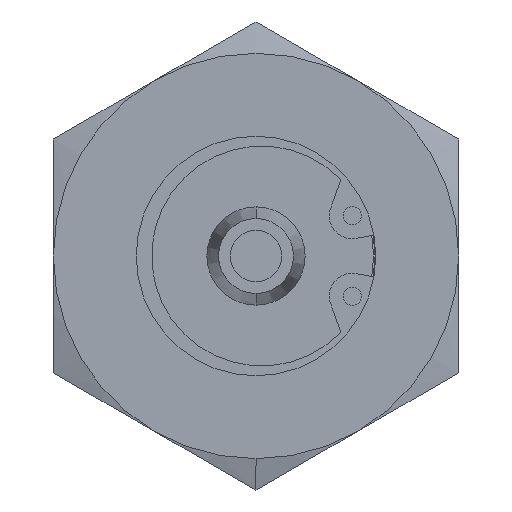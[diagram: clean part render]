
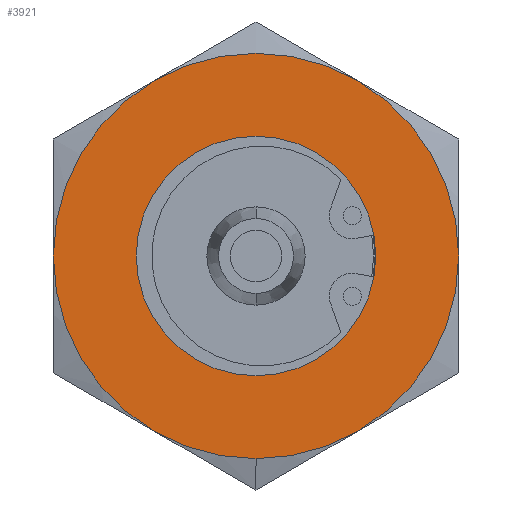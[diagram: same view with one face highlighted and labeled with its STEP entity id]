
A CAD part, left-side view. The second image highlights one B-rep face of the part: STEP entity #3921.
In plain terms, the highlighted planar face has unit normal (-1, 0, 0).
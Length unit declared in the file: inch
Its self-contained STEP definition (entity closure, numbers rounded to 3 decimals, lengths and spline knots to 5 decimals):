
#202 = CARTESIAN_POINT ( 'NONE',  ( -0.226, 0.6875, 0. ) ) ;
#216 = CARTESIAN_POINT ( 'NONE',  ( -0.226, 0., 0. ) ) ;
#355 = EDGE_CURVE ( 'NONE', #4232, #6046, #5478, .T. ) ;
#414 = AXIS2_PLACEMENT_3D ( 'NONE', #5572, #5540, #1152 ) ;
#489 = AXIS2_PLACEMENT_3D ( 'NONE', #216, #3797, #1756 ) ;
#714 = CIRCLE ( 'NONE', #2052, 0.6875 ) ;
#790 = AXIS2_PLACEMENT_3D ( 'NONE', #5669, #3249, #4644 ) ;
#819 = DIRECTION ( 'NONE',  ( 0., 0., 1. ) ) ;
#936 = DIRECTION ( 'NONE',  ( -1., 0., 0. ) ) ;
#966 = FACE_BOUND ( 'NONE', #2587, .T. ) ;
#995 = DIRECTION ( 'NONE',  ( 0., 0., -1. ) ) ;
#1152 = DIRECTION ( 'NONE',  ( 0., 0., 1. ) ) ;
#1214 = CARTESIAN_POINT ( 'NONE',  ( -0.226, 0., 0. ) ) ;
#1238 = CARTESIAN_POINT ( 'NONE',  ( -0.226, 0.34375, 0.59539 ) ) ;
#1500 = CIRCLE ( 'NONE', #5633, 0.6875 ) ;
#1647 = DIRECTION ( 'NONE',  ( 0., 0., 1. ) ) ;
#1681 = VERTEX_POINT ( 'NONE', #3446 ) ;
#1706 = AXIS2_PLACEMENT_3D ( 'NONE', #3724, #4637, #819 ) ;
#1756 = DIRECTION ( 'NONE',  ( 0., 0., 1. ) ) ;
#1865 = DIRECTION ( 'NONE',  ( 0., 0., 1. ) ) ;
#2052 = AXIS2_PLACEMENT_3D ( 'NONE', #5296, #2873, #2838 ) ;
#2074 = AXIS2_PLACEMENT_3D ( 'NONE', #1214, #936, #1865 ) ;
#2126 = ORIENTED_EDGE ( 'NONE', *, *, #4036, .T. ) ;
#2188 = CARTESIAN_POINT ( 'NONE',  ( -0.226, 0., -0.40625 ) ) ;
#2231 = EDGE_CURVE ( 'NONE', #4296, #5137, #5487, .T. ) ;
#2285 = EDGE_CURVE ( 'NONE', #4665, #2938, #5375, .T. ) ;
#2292 = CARTESIAN_POINT ( 'NONE',  ( -0.226, -0.34375, -0.59539 ) ) ;
#2399 = ORIENTED_EDGE ( 'NONE', *, *, #2231, .T. ) ;
#2587 = EDGE_LOOP ( 'NONE', ( #4107, #6121 ) ) ;
#2590 = AXIS2_PLACEMENT_3D ( 'NONE', #4040, #5136, #1647 ) ;
#2665 = CARTESIAN_POINT ( 'NONE',  ( -0.226, 0., -0.6875 ) ) ;
#2743 = CIRCLE ( 'NONE', #1706, 0.6875 ) ;
#2838 = DIRECTION ( 'NONE',  ( 0., 0., 1. ) ) ;
#2873 = DIRECTION ( 'NONE',  ( -1., 0., 0. ) ) ;
#2938 = VERTEX_POINT ( 'NONE', #3284 ) ;
#3099 = CARTESIAN_POINT ( 'NONE',  ( -0.226, 0., 0. ) ) ;
#3247 = EDGE_CURVE ( 'NONE', #5137, #4665, #4859, .T. ) ;
#3249 = DIRECTION ( 'NONE',  ( -1., 0., 0. ) ) ;
#3284 = CARTESIAN_POINT ( 'NONE',  ( -0.226, -0.34375, 0.59539 ) ) ;
#3406 = EDGE_CURVE ( 'NONE', #2938, #4232, #2743, .T. ) ;
#3424 = ORIENTED_EDGE ( 'NONE', *, *, #3406, .T. ) ;
#3446 = CARTESIAN_POINT ( 'NONE',  ( -0.226, 0.34375, -0.59539 ) ) ;
#3477 = CARTESIAN_POINT ( 'NONE',  ( -0.226, 0., 0. ) ) ;
#3527 = AXIS2_PLACEMENT_3D ( 'NONE', #3099, #5168, #5617 ) ;
#3576 = DIRECTION ( 'NONE',  ( 0., 0., 1. ) ) ;
#3580 = CIRCLE ( 'NONE', #790, 0.40625 ) ;
#3584 = CIRCLE ( 'NONE', #489, 0.40625 ) ;
#3724 = CARTESIAN_POINT ( 'NONE',  ( -0.226, 0., 0. ) ) ;
#3797 = DIRECTION ( 'NONE',  ( -1., 0., 0. ) ) ;
#3921 = ADVANCED_FACE ( 'NONE', ( #966, #4425 ), #4938, .F. ) ;
#4010 = ORIENTED_EDGE ( 'NONE', *, *, #6298, .T. ) ;
#4036 = EDGE_CURVE ( 'NONE', #1681, #4296, #1500, .T. ) ;
#4040 = CARTESIAN_POINT ( 'NONE',  ( -0.226, 0., 0. ) ) ;
#4107 = ORIENTED_EDGE ( 'NONE', *, *, #5192, .F. ) ;
#4232 = VERTEX_POINT ( 'NONE', #1238 ) ;
#4242 = EDGE_CURVE ( 'NONE', #5242, #5066, #3580, .T. ) ;
#4296 = VERTEX_POINT ( 'NONE', #2665 ) ;
#4425 = FACE_OUTER_BOUND ( 'NONE', #5042, .T. ) ;
#4458 = ORIENTED_EDGE ( 'NONE', *, *, #2285, .T. ) ;
#4637 = DIRECTION ( 'NONE',  ( -1., 0., 0. ) ) ;
#4644 = DIRECTION ( 'NONE',  ( 0., 0., 1. ) ) ;
#4665 = VERTEX_POINT ( 'NONE', #5599 ) ;
#4844 = DIRECTION ( 'NONE',  ( 1., 0., 0. ) ) ;
#4859 = CIRCLE ( 'NONE', #414, 0.6875 ) ;
#4938 = PLANE ( 'NONE',  #5742 ) ;
#5042 = EDGE_LOOP ( 'NONE', ( #5553, #4010, #2126, #2399, #5338, #4458, #3424 ) ) ;
#5066 = VERTEX_POINT ( 'NONE', #6206 ) ;
#5136 = DIRECTION ( 'NONE',  ( -1., 0., 0. ) ) ;
#5137 = VERTEX_POINT ( 'NONE', #2292 ) ;
#5168 = DIRECTION ( 'NONE',  ( -1., 0., 0. ) ) ;
#5192 = EDGE_CURVE ( 'NONE', #5066, #5242, #3584, .T. ) ;
#5242 = VERTEX_POINT ( 'NONE', #2188 ) ;
#5296 = CARTESIAN_POINT ( 'NONE',  ( -0.226, 0., 0. ) ) ;
#5338 = ORIENTED_EDGE ( 'NONE', *, *, #3247, .T. ) ;
#5375 = CIRCLE ( 'NONE', #2590, 0.6875 ) ;
#5478 = CIRCLE ( 'NONE', #2074, 0.6875 ) ;
#5487 = CIRCLE ( 'NONE', #3527, 0.6875 ) ;
#5540 = DIRECTION ( 'NONE',  ( -1., 0., 0. ) ) ;
#5553 = ORIENTED_EDGE ( 'NONE', *, *, #355, .T. ) ;
#5572 = CARTESIAN_POINT ( 'NONE',  ( -0.226, 0., 0. ) ) ;
#5599 = CARTESIAN_POINT ( 'NONE',  ( -0.226, -0.6875, 0. ) ) ;
#5617 = DIRECTION ( 'NONE',  ( 0., 0., 1. ) ) ;
#5633 = AXIS2_PLACEMENT_3D ( 'NONE', #3477, #5840, #3576 ) ;
#5669 = CARTESIAN_POINT ( 'NONE',  ( -0.226, 0., 0. ) ) ;
#5742 = AXIS2_PLACEMENT_3D ( 'NONE', #6395, #4844, #995 ) ;
#5840 = DIRECTION ( 'NONE',  ( -1., 0., 0. ) ) ;
#6046 = VERTEX_POINT ( 'NONE', #202 ) ;
#6121 = ORIENTED_EDGE ( 'NONE', *, *, #4242, .F. ) ;
#6206 = CARTESIAN_POINT ( 'NONE',  ( -0.226, 0., 0.40625 ) ) ;
#6298 = EDGE_CURVE ( 'NONE', #6046, #1681, #714, .T. ) ;
#6395 = CARTESIAN_POINT ( 'NONE',  ( -0.226, 0.40625, 0. ) ) ;
